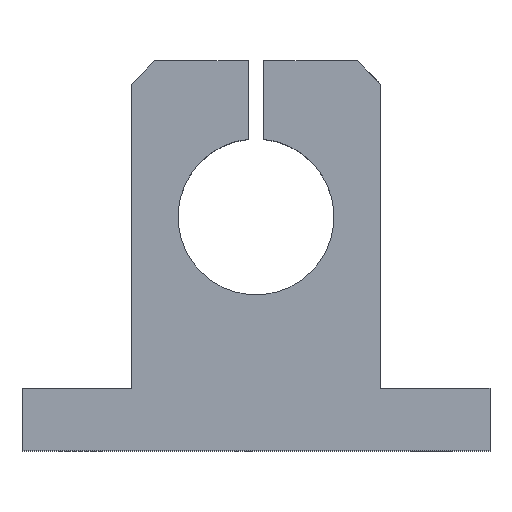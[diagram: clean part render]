
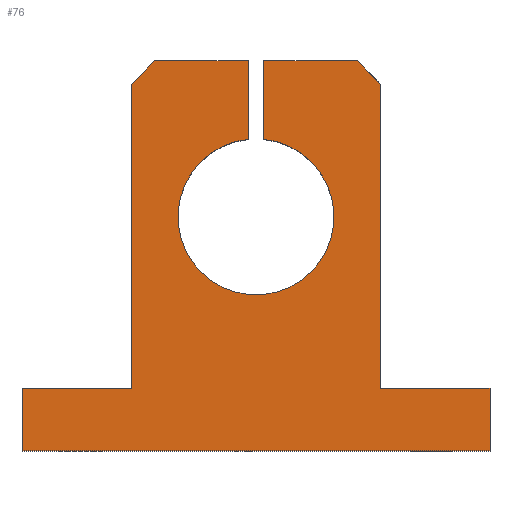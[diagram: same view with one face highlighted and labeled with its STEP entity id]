
A CAD part, top view. The second image highlights one B-rep face of the part: STEP entity #76.
In plain terms, the highlighted planar face has unit normal (0, 0, 1).
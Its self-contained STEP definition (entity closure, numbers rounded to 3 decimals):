
#76 = ADVANCED_FACE( '', ( #160 ), #161, .T. );
#160 = FACE_OUTER_BOUND( '', #246, .T. );
#161 = PLANE( '', #247 );
#246 = EDGE_LOOP( '', ( #394, #395, #396, #397, #398, #399, #400, #401, #402, #403, #404, #405, #406, #407 ) );
#247 = AXIS2_PLACEMENT_3D( '', #408, #409, #410 );
#394 = ORIENTED_EDGE( '', *, *, #493, .T. );
#395 = ORIENTED_EDGE( '', *, *, #529, .T. );
#396 = ORIENTED_EDGE( '', *, *, #522, .T. );
#397 = ORIENTED_EDGE( '', *, *, #530, .T. );
#398 = ORIENTED_EDGE( '', *, *, #497, .T. );
#399 = ORIENTED_EDGE( '', *, *, #504, .T. );
#400 = ORIENTED_EDGE( '', *, *, #526, .T. );
#401 = ORIENTED_EDGE( '', *, *, #517, .T. );
#402 = ORIENTED_EDGE( '', *, *, #531, .F. );
#403 = ORIENTED_EDGE( '', *, *, #511, .T. );
#404 = ORIENTED_EDGE( '', *, *, #471, .T. );
#405 = ORIENTED_EDGE( '', *, *, #479, .T. );
#406 = ORIENTED_EDGE( '', *, *, #483, .T. );
#407 = ORIENTED_EDGE( '', *, *, #507, .T. );
#408 = CARTESIAN_POINT( '', ( 0., 30., 20. ) );
#409 = DIRECTION( '', ( 0., 0., 1. ) );
#410 = DIRECTION( '', ( 1., 0., 0. ) );
#471 = EDGE_CURVE( '', #550, #548, #551, .T. );
#479 = EDGE_CURVE( '', #548, #561, #563, .T. );
#483 = EDGE_CURVE( '', #561, #567, #569, .T. );
#493 = EDGE_CURVE( '', #586, #584, #587, .T. );
#497 = EDGE_CURVE( '', #592, #590, #593, .T. );
#504 = EDGE_CURVE( '', #590, #602, #604, .T. );
#507 = EDGE_CURVE( '', #567, #586, #607, .T. );
#511 = EDGE_CURVE( '', #613, #550, #614, .T. );
#517 = EDGE_CURVE( '', #624, #622, #625, .T. );
#522 = EDGE_CURVE( '', #633, #631, #634, .T. );
#526 = EDGE_CURVE( '', #602, #624, #638, .T. );
#529 = EDGE_CURVE( '', #584, #633, #641, .T. );
#530 = EDGE_CURVE( '', #631, #592, #642, .T. );
#531 = EDGE_CURVE( '', #613, #622, #643, .T. );
#548 = VERTEX_POINT( '', #664 );
#550 = VERTEX_POINT( '', #667 );
#551 = LINE( '', #668, #669 );
#561 = VERTEX_POINT( '', #681 );
#563 = LINE( '', #684, #685 );
#567 = VERTEX_POINT( '', #690 );
#569 = LINE( '', #693, #694 );
#584 = VERTEX_POINT( '', #710 );
#586 = VERTEX_POINT( '', #713 );
#587 = LINE( '', #714, #715 );
#590 = VERTEX_POINT( '', #719 );
#592 = VERTEX_POINT( '', #722 );
#593 = LINE( '', #723, #724 );
#602 = VERTEX_POINT( '', #737 );
#604 = LINE( '', #740, #741 );
#607 = LINE( '', #745, #746 );
#613 = VERTEX_POINT( '', #753 );
#614 = LINE( '', #754, #755 );
#622 = VERTEX_POINT( '', #765 );
#624 = VERTEX_POINT( '', #768 );
#625 = LINE( '', #769, #770 );
#631 = VERTEX_POINT( '', #778 );
#633 = VERTEX_POINT( '', #781 );
#634 = LINE( '', #782, #783 );
#638 = LINE( '', #789, #790 );
#641 = LINE( '', #793, #794 );
#642 = LINE( '', #795, #796 );
#643 = CIRCLE( '', #797, 10. );
#664 = CARTESIAN_POINT( '', ( -13., 50., 20. ) );
#667 = CARTESIAN_POINT( '', ( -1., 50., 20. ) );
#668 = CARTESIAN_POINT( '', ( -1., 50., 20. ) );
#669 = VECTOR( '', #817, 1000. );
#681 = CARTESIAN_POINT( '', ( -16., 47., 20. ) );
#684 = CARTESIAN_POINT( '', ( -13., 50., 20. ) );
#685 = VECTOR( '', #827, 1000. );
#690 = CARTESIAN_POINT( '', ( -16., 8., 20. ) );
#693 = CARTESIAN_POINT( '', ( -16., 47., 20. ) );
#694 = VECTOR( '', #830, 1000. );
#710 = CARTESIAN_POINT( '', ( -30., 0., 20. ) );
#713 = CARTESIAN_POINT( '', ( -30., 8., 20. ) );
#714 = CARTESIAN_POINT( '', ( -30., 8., 20. ) );
#715 = VECTOR( '', #845, 1000. );
#719 = CARTESIAN_POINT( '', ( 16., 47., 20. ) );
#722 = CARTESIAN_POINT( '', ( 16., 8., 20. ) );
#723 = CARTESIAN_POINT( '', ( 16., 8., 20. ) );
#724 = VECTOR( '', #848, 1000. );
#737 = CARTESIAN_POINT( '', ( 13., 50., 20. ) );
#740 = CARTESIAN_POINT( '', ( 16., 47., 20. ) );
#741 = VECTOR( '', #854, 1000. );
#745 = CARTESIAN_POINT( '', ( -16., 8., 20. ) );
#746 = VECTOR( '', #856, 1000. );
#753 = CARTESIAN_POINT( '', ( -1., 39.95, 20. ) );
#754 = CARTESIAN_POINT( '', ( -1., 39.95, 20. ) );
#755 = VECTOR( '', #861, 1000. );
#765 = CARTESIAN_POINT( '', ( 1., 39.95, 20. ) );
#768 = CARTESIAN_POINT( '', ( 1., 50., 20. ) );
#769 = CARTESIAN_POINT( '', ( 1., 50., 20. ) );
#770 = VECTOR( '', #868, 1000. );
#778 = CARTESIAN_POINT( '', ( 30., 8., 20. ) );
#781 = CARTESIAN_POINT( '', ( 30., 0., 20. ) );
#782 = CARTESIAN_POINT( '', ( 30., 0., 20. ) );
#783 = VECTOR( '', #872, 1000. );
#789 = CARTESIAN_POINT( '', ( 13., 50., 20. ) );
#790 = VECTOR( '', #875, 1000. );
#793 = CARTESIAN_POINT( '', ( -30., 0., 20. ) );
#794 = VECTOR( '', #876, 1000. );
#795 = CARTESIAN_POINT( '', ( 30., 8., 20. ) );
#796 = VECTOR( '', #877, 1000. );
#797 = AXIS2_PLACEMENT_3D( '', #878, #879, #880 );
#817 = DIRECTION( '', ( -1., 0., 0. ) );
#827 = DIRECTION( '', ( -0.707, -0.707, 0. ) );
#830 = DIRECTION( '', ( 0., -1., 0. ) );
#845 = DIRECTION( '', ( 0., -1., 0. ) );
#848 = DIRECTION( '', ( 0., 1., 0. ) );
#854 = DIRECTION( '', ( -0.707, 0.707, 0. ) );
#856 = DIRECTION( '', ( -1., 0., 0. ) );
#861 = DIRECTION( '', ( 0., 1., 0. ) );
#868 = DIRECTION( '', ( 0., -1., 0. ) );
#872 = DIRECTION( '', ( 0., 1., 0. ) );
#875 = DIRECTION( '', ( -1., 0., 0. ) );
#876 = DIRECTION( '', ( 1., 0., 0. ) );
#877 = DIRECTION( '', ( -1., 0., 0. ) );
#878 = CARTESIAN_POINT( '', ( 0., 30., 20. ) );
#879 = DIRECTION( '', ( 0., 0., 1. ) );
#880 = DIRECTION( '', ( 1., 0., 0. ) );
